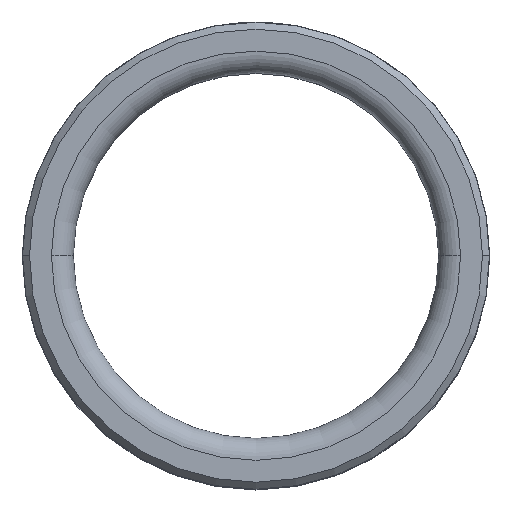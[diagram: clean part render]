
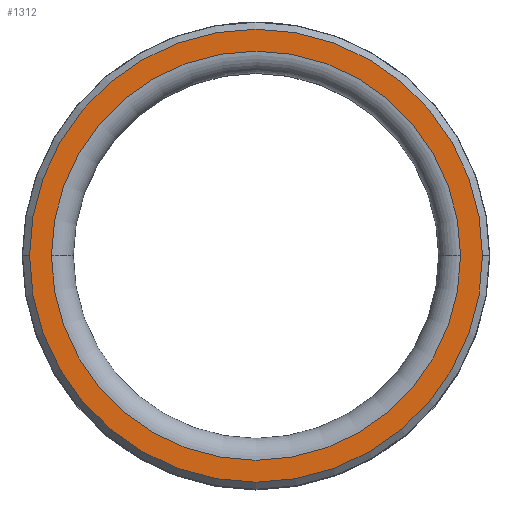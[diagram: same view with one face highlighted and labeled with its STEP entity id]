
A CAD part, top view. The second image highlights one B-rep face of the part: STEP entity #1312.
In plain terms, the highlighted planar face has unit normal (0, 0, 1).
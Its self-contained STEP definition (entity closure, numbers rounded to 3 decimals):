
#23 = AXIS2_PLACEMENT_3D ( 'NONE', #1600, #718, #1747 ) ;
#60 = CIRCLE ( 'NONE', #1167, 14. ) ;
#63 = PLANE ( 'NONE',  #1056 ) ;
#93 = ORIENTED_EDGE ( 'NONE', *, *, #1490, .T. ) ;
#168 = FACE_OUTER_BOUND ( 'NONE', #196, .T. ) ;
#196 = EDGE_LOOP ( 'NONE', ( #1298, #93 ) ) ;
#232 = VERTEX_POINT ( 'NONE', #1599 ) ;
#233 = DIRECTION ( 'NONE',  ( 1., 0., 0. ) ) ;
#239 = DIRECTION ( 'NONE',  ( 0., 0., -1. ) ) ;
#475 = ORIENTED_EDGE ( 'NONE', *, *, #1717, .T. ) ;
#584 = VERTEX_POINT ( 'NONE', #1858 ) ;
#587 = EDGE_CURVE ( 'NONE', #746, #1205, #1583, .T. ) ;
#601 = CARTESIAN_POINT ( 'NONE',  ( -15.5, 0., 20. ) ) ;
#718 = DIRECTION ( 'NONE',  ( 0., 0., -1. ) ) ;
#719 = CARTESIAN_POINT ( 'NONE',  ( 0., 0., 20. ) ) ;
#742 = AXIS2_PLACEMENT_3D ( 'NONE', #1714, #838, #1868 ) ;
#746 = VERTEX_POINT ( 'NONE', #601 ) ;
#783 = CARTESIAN_POINT ( 'NONE',  ( 0., 0., 20. ) ) ;
#838 = DIRECTION ( 'NONE',  ( 0., 0., 1. ) ) ;
#867 = CIRCLE ( 'NONE', #1846, 15.5 ) ;
#904 = FACE_BOUND ( 'NONE', #1034, .T. ) ;
#945 = DIRECTION ( 'NONE',  ( 1., 0., 0. ) ) ;
#1034 = EDGE_LOOP ( 'NONE', ( #1487, #475 ) ) ;
#1056 = AXIS2_PLACEMENT_3D ( 'NONE', #719, #1171, #233 ) ;
#1167 = AXIS2_PLACEMENT_3D ( 'NONE', #1180, #239, #1326 ) ;
#1171 = DIRECTION ( 'NONE',  ( 0., 0., 1. ) ) ;
#1180 = CARTESIAN_POINT ( 'NONE',  ( 0., 0., 20. ) ) ;
#1205 = VERTEX_POINT ( 'NONE', #1574 ) ;
#1298 = ORIENTED_EDGE ( 'NONE', *, *, #587, .T. ) ;
#1312 = ADVANCED_FACE ( 'NONE', ( #904, #168 ), #63, .T. ) ;
#1326 = DIRECTION ( 'NONE',  ( 1., 0., 0. ) ) ;
#1341 = EDGE_CURVE ( 'NONE', #232, #584, #60, .T. ) ;
#1487 = ORIENTED_EDGE ( 'NONE', *, *, #1341, .T. ) ;
#1490 = EDGE_CURVE ( 'NONE', #1205, #746, #867, .T. ) ;
#1574 = CARTESIAN_POINT ( 'NONE',  ( 15.5, 0., 20. ) ) ;
#1583 = CIRCLE ( 'NONE', #742, 15.5 ) ;
#1599 = CARTESIAN_POINT ( 'NONE',  ( 14., 0., 20. ) ) ;
#1600 = CARTESIAN_POINT ( 'NONE',  ( 0., 0., 20. ) ) ;
#1664 = CIRCLE ( 'NONE', #23, 14. ) ;
#1714 = CARTESIAN_POINT ( 'NONE',  ( 0., 0., 20. ) ) ;
#1717 = EDGE_CURVE ( 'NONE', #584, #232, #1664, .T. ) ;
#1747 = DIRECTION ( 'NONE',  ( 1., 0., 0. ) ) ;
#1820 = DIRECTION ( 'NONE',  ( 0., 0., 1. ) ) ;
#1846 = AXIS2_PLACEMENT_3D ( 'NONE', #783, #1820, #945 ) ;
#1858 = CARTESIAN_POINT ( 'NONE',  ( -14., 0., 20. ) ) ;
#1868 = DIRECTION ( 'NONE',  ( 1., 0., 0. ) ) ;
